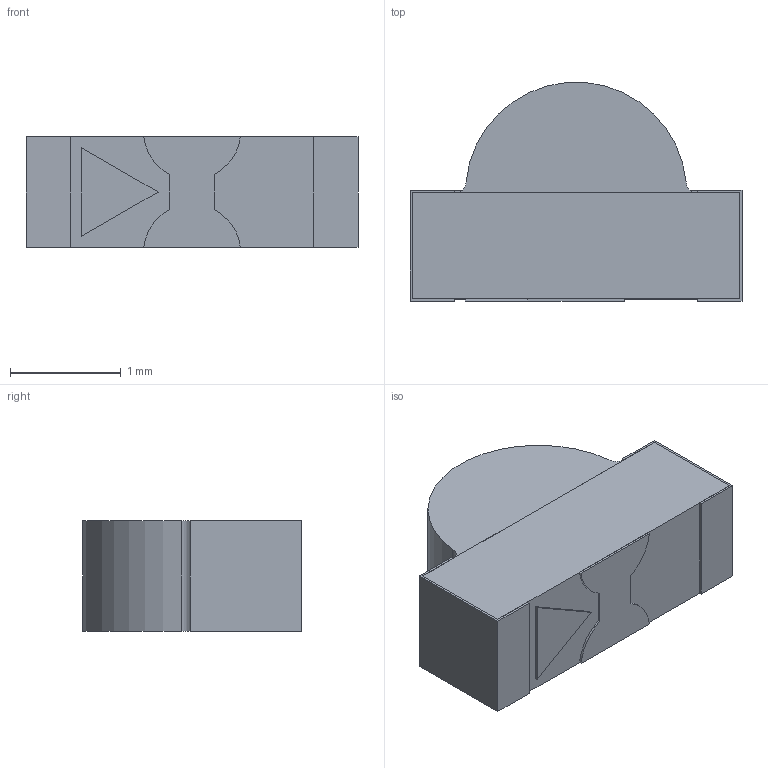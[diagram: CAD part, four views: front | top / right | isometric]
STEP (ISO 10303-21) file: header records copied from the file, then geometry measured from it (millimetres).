
FILE_DESCRIPTION (( 'STEP AP203' ), '1' );
FILE_NAME ('12-21.STEP', '2014-03-07T01:12:46', ( 'everitadmin' ), ( '' ), 'SwSTEP 2.0', 'SolidWorks 2009', '' );
FILE_SCHEMA (( 'CONFIG_CONTROL_DESIGN' ));
Length unit declared in the file: millimetre
Products named in the file (1): 12-21
Bounding box: 3 x 1.98 x 1 mm (x, y, z)
Volume: 4.5 mm3; surface area: 31.5 mm2
Topology: 6 solids, 6 shells, 57 faces, 135 edges, 90 vertices
Faces by surface type: plane 50, cylinder 7
Entity records: 1690 total; most frequent: CARTESIAN_POINT 283, ORIENTED_EDGE 270, DIRECTION 265, EDGE_CURVE 135, VECTOR 121, LINE 121, VERTEX_POINT 90, AXIS2_PLACEMENT_3D 72
